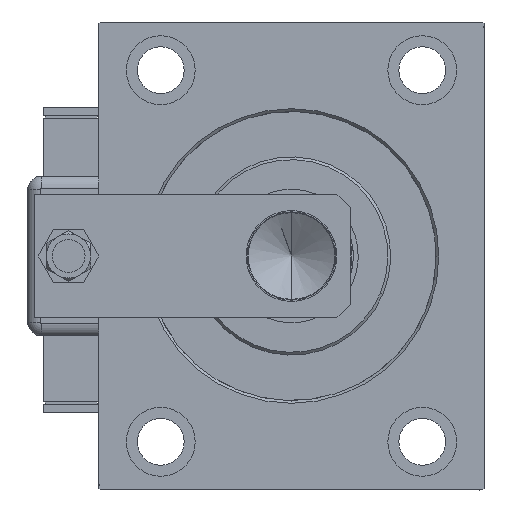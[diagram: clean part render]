
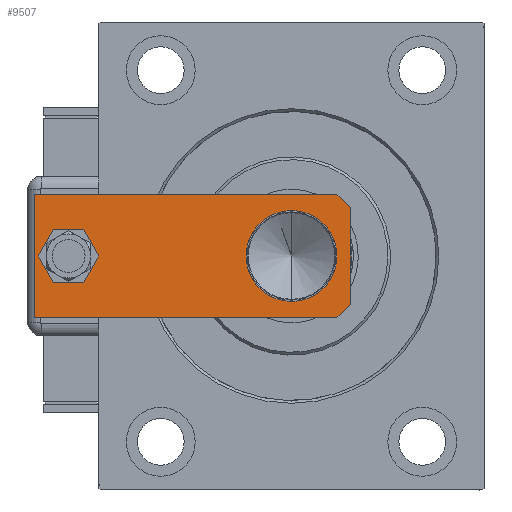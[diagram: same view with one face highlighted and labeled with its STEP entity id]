
A CAD part, left-side view. The second image highlights one B-rep face of the part: STEP entity #9507.
In plain terms, the highlighted face is planar.
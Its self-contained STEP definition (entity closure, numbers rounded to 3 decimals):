
#1630 = AXIS2_PLACEMENT_3D ( 'NONE', #38049, #43175, #10189 ) ;
#1913 = VERTEX_POINT ( 'NONE', #38690 ) ;
#2545 = VERTEX_POINT ( 'NONE', #11882 ) ;
#2599 = EDGE_LOOP ( 'NONE', ( #14924, #4944 ) ) ;
#2835 = CIRCLE ( 'NONE', #34710, 7. ) ;
#3345 = LINE ( 'NONE', #21186, #33584 ) ;
#3492 = EDGE_LOOP ( 'NONE', ( #49575, #43293 ) ) ;
#3700 = VERTEX_POINT ( 'NONE', #11216 ) ;
#4519 = VERTEX_POINT ( 'NONE', #30673 ) ;
#4944 = ORIENTED_EDGE ( 'NONE', *, *, #49368, .T. ) ;
#6093 = AXIS2_PLACEMENT_3D ( 'NONE', #38283, #38584, #24631 ) ;
#7183 = DIRECTION ( 'NONE',  ( -0.707, -0.707, 0. ) ) ;
#7653 = CIRCLE ( 'NONE', #48256, 16.5 ) ;
#8116 = VERTEX_POINT ( 'NONE', #9685 ) ;
#9454 = ORIENTED_EDGE ( 'NONE', *, *, #43542, .F. ) ;
#9507 = ADVANCED_FACE ( 'NONE', ( #10727, #24926, #19791 ), #56478, .F. ) ;
#9685 = CARTESIAN_POINT ( 'NONE',  ( -22.5, 5., 0. ) ) ;
#10018 = DIRECTION ( 'NONE',  ( 0., 1., 0. ) ) ;
#10189 = DIRECTION ( 'NONE',  ( 1., 0., 0. ) ) ;
#10561 = EDGE_CURVE ( 'NONE', #48493, #57081, #36959, .T. ) ;
#10652 = VERTEX_POINT ( 'NONE', #29056 ) ;
#10727 = FACE_OUTER_BOUND ( 'NONE', #20341, .T. ) ;
#11216 = CARTESIAN_POINT ( 'NONE',  ( 16.5, 21.5, 0. ) ) ;
#11882 = CARTESIAN_POINT ( 'NONE',  ( 7., 102.5, 0. ) ) ;
#12909 = VECTOR ( 'NONE', #28760, 1000. ) ;
#14293 = EDGE_CURVE ( 'NONE', #1913, #10652, #51504, .T. ) ;
#14924 = ORIENTED_EDGE ( 'NONE', *, *, #26965, .T. ) ;
#15426 = VERTEX_POINT ( 'NONE', #50547 ) ;
#15647 = ORIENTED_EDGE ( 'NONE', *, *, #40903, .F. ) ;
#16122 = EDGE_CURVE ( 'NONE', #1913, #57081, #44122, .T. ) ;
#17019 = EDGE_CURVE ( 'NONE', #48493, #8116, #19245, .T. ) ;
#18602 = EDGE_CURVE ( 'NONE', #2545, #15426, #29617, .T. ) ;
#19245 = LINE ( 'NONE', #37440, #27686 ) ;
#19791 = FACE_BOUND ( 'NONE', #2599, .T. ) ;
#20341 = EDGE_LOOP ( 'NONE', ( #24939, #23935, #9454, #15647, #39136, #30640 ) ) ;
#20767 = CARTESIAN_POINT ( 'NONE',  ( -17.5, 0., 0. ) ) ;
#21186 = CARTESIAN_POINT ( 'NONE',  ( 22.5, 115., 0. ) ) ;
#21779 = DIRECTION ( 'NONE',  ( -1., 0., 0. ) ) ;
#23487 = DIRECTION ( 'NONE',  ( 1., 0., 0. ) ) ;
#23935 = ORIENTED_EDGE ( 'NONE', *, *, #17019, .T. ) ;
#24206 = CARTESIAN_POINT ( 'NONE',  ( -22.5, 0., 0. ) ) ;
#24631 = DIRECTION ( 'NONE',  ( 1., 0., 0. ) ) ;
#24926 = FACE_BOUND ( 'NONE', #3492, .T. ) ;
#24939 = ORIENTED_EDGE ( 'NONE', *, *, #10561, .F. ) ;
#26965 = EDGE_CURVE ( 'NONE', #4519, #3700, #43320, .T. ) ;
#27138 = DIRECTION ( 'NONE',  ( 1., 0., 0. ) ) ;
#27686 = VECTOR ( 'NONE', #36838, 1000. ) ;
#28248 = EDGE_CURVE ( 'NONE', #15426, #2545, #2835, .T. ) ;
#28400 = CARTESIAN_POINT ( 'NONE',  ( 0., 21.5, 0. ) ) ;
#28482 = CARTESIAN_POINT ( 'NONE',  ( 22.5, 0., 0. ) ) ;
#28760 = DIRECTION ( 'NONE',  ( 1., 0., 0. ) ) ;
#28837 = AXIS2_PLACEMENT_3D ( 'NONE', #28400, #46286, #42631 ) ;
#29056 = CARTESIAN_POINT ( 'NONE',  ( 22.5, 115., 0. ) ) ;
#29617 = CIRCLE ( 'NONE', #1630, 7. ) ;
#30171 = CARTESIAN_POINT ( 'NONE',  ( 22.5, 5., 0. ) ) ;
#30640 = ORIENTED_EDGE ( 'NONE', *, *, #16122, .T. ) ;
#30673 = CARTESIAN_POINT ( 'NONE',  ( -16.5, 21.5, 0. ) ) ;
#31372 = DIRECTION ( 'NONE',  ( 0., 0., 1. ) ) ;
#33310 = CARTESIAN_POINT ( 'NONE',  ( -22.5, 115., 0. ) ) ;
#33584 = VECTOR ( 'NONE', #21779, 1000. ) ;
#34710 = AXIS2_PLACEMENT_3D ( 'NONE', #51364, #42269, #23487 ) ;
#36838 = DIRECTION ( 'NONE',  ( -0.707, 0.707, 0. ) ) ;
#36959 = LINE ( 'NONE', #24206, #12909 ) ;
#37440 = CARTESIAN_POINT ( 'NONE',  ( -17.5, 0., 0. ) ) ;
#38049 = CARTESIAN_POINT ( 'NONE',  ( 0., 102.5, 0. ) ) ;
#38283 = CARTESIAN_POINT ( 'NONE',  ( 0., 0., 0. ) ) ;
#38503 = VECTOR ( 'NONE', #42985, 1000. ) ;
#38584 = DIRECTION ( 'NONE',  ( 0., 0., 1. ) ) ;
#38690 = CARTESIAN_POINT ( 'NONE',  ( 22.5, 5., 0. ) ) ;
#39136 = ORIENTED_EDGE ( 'NONE', *, *, #14293, .F. ) ;
#40903 = EDGE_CURVE ( 'NONE', #10652, #42248, #3345, .T. ) ;
#42248 = VERTEX_POINT ( 'NONE', #54077 ) ;
#42269 = DIRECTION ( 'NONE',  ( 0., 0., 1. ) ) ;
#42631 = DIRECTION ( 'NONE',  ( 1., 0., 0. ) ) ;
#42985 = DIRECTION ( 'NONE',  ( 0., -1., 0. ) ) ;
#43065 = VECTOR ( 'NONE', #7183, 1000. ) ;
#43175 = DIRECTION ( 'NONE',  ( 0., 0., 1. ) ) ;
#43293 = ORIENTED_EDGE ( 'NONE', *, *, #18602, .T. ) ;
#43320 = CIRCLE ( 'NONE', #28837, 16.5 ) ;
#43542 = EDGE_CURVE ( 'NONE', #42248, #8116, #52370, .T. ) ;
#44122 = LINE ( 'NONE', #30171, #43065 ) ;
#44416 = CARTESIAN_POINT ( 'NONE',  ( 0., 21.5, 0. ) ) ;
#45987 = VECTOR ( 'NONE', #10018, 1000. ) ;
#46286 = DIRECTION ( 'NONE',  ( 0., 0., 1. ) ) ;
#48256 = AXIS2_PLACEMENT_3D ( 'NONE', #44416, #31372, #27138 ) ;
#48493 = VERTEX_POINT ( 'NONE', #20767 ) ;
#49368 = EDGE_CURVE ( 'NONE', #3700, #4519, #7653, .T. ) ;
#49575 = ORIENTED_EDGE ( 'NONE', *, *, #28248, .T. ) ;
#50547 = CARTESIAN_POINT ( 'NONE',  ( -7., 102.5, 0. ) ) ;
#51364 = CARTESIAN_POINT ( 'NONE',  ( 0., 102.5, 0. ) ) ;
#51504 = LINE ( 'NONE', #28482, #45987 ) ;
#52370 = LINE ( 'NONE', #33310, #38503 ) ;
#54077 = CARTESIAN_POINT ( 'NONE',  ( -22.5, 115., 0. ) ) ;
#56478 = PLANE ( 'NONE',  #6093 ) ;
#57081 = VERTEX_POINT ( 'NONE', #58290 ) ;
#58290 = CARTESIAN_POINT ( 'NONE',  ( 17.5, 0., 0. ) ) ;
